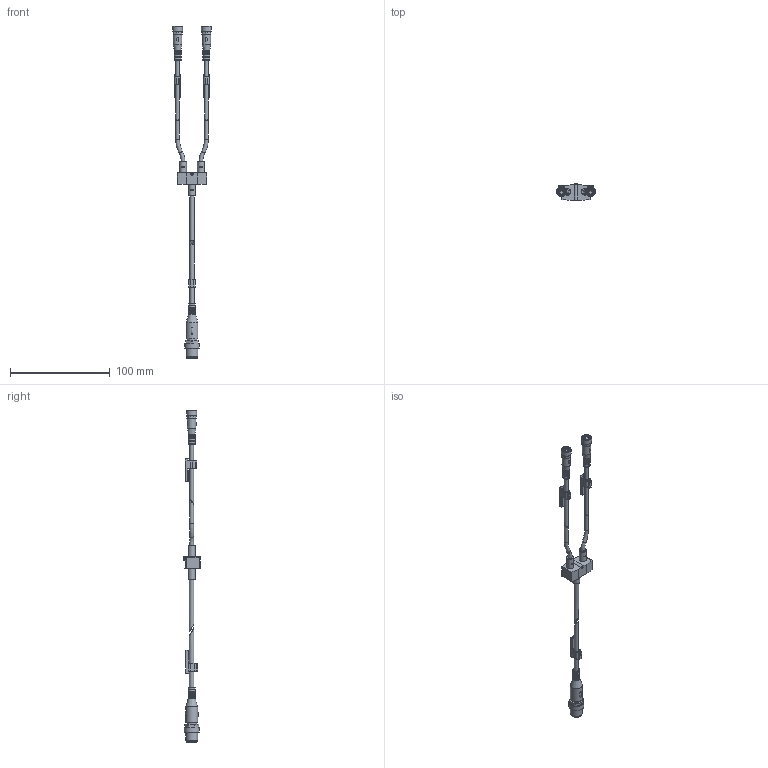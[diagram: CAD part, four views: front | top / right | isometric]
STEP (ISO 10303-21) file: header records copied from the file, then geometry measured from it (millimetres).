
FILE_DESCRIPTION(/* description */ ('STEP AP214'),/* implementation_level */ '2;1');
FILE_NAME(/* name */ '8032309_NEDY-L2R1-V1-M8G3-U-0_3L-M12G4-2_5R',/* time_stamp */ '2024-09-12T22:15:01+02:00',/* author */ ('License CC BY-ND 4.0'),/* organization */ ('CADENAS'),/* preprocessor_version */ 'ST-DEVELOPER v19.3',/* originating_system */ 'PARTsolutions',/* authorisation */ ' ');
FILE_SCHEMA (('AUTOMOTIVE_DESIGN {1 0 10303 214 3 1 1}'));
Length unit declared in the file: millimetre
Products named in the file (6): 8032309 NEDY-L2R1-V1-M8G3-U-0.3L-M12G4-2.5R; 8119133 NEDY-D4.5-D3.8---(4.5G); 1094183 M8G-Dose_p---(1_3.8_3); 1043092 ASCF-M-23-V DM 3.3-4.8; 3956624 M12G-Stecker_p---(2_4.5_4); 1051830 ASCF-M-23-C DM 4.0-5.6
Assembly tree (7 placements, depth 2):
  8032309 NEDY-L2R1-V1-M8G3-U-0.3L-M12G4-2.5R
    8119133 NEDY-D4.5-D3.8---(4.5G)
    1094183 M8G-Dose_p---(1_3.8_3)  x2
    1043092 ASCF-M-23-V DM 3.3-4.8  x2
    3956624 M12G-Stecker_p---(2_4.5_4)
    1051830 ASCF-M-23-C DM 4.0-5.6
Bounding box: 39 x 16.23 x 333 mm (x, y, z)
Volume: 19766.8 mm3; surface area: 15752 mm2
Topology: 7 solids, 7 shells, 550 faces, 1385 edges, 899 vertices
Faces by surface type: plane 268, cylinder 232, torus 36, cone 10, sphere 4
Full cylindrical faces by diameter (mm): 1 x4, 1.1 x6, 2.2 x1, 3.8 x4, 4.5 x2, 4.7 x1, 5.7 x6, 5.8 x2, 6.917 x2, 7 x18, 8.3 x1, 8.5 x2, 9.6 x1, 10 x2, 10.5 x1, 12 x2, 15 x1
Entity records: 14062 total; most frequent: CARTESIAN_POINT 2420, DIRECTION 2087, ORIENTED_EDGE 1910, EDGE_CURVE 955, AXIS2_PLACEMENT_3D 786, VERTEX_POINT 661, EDGE_LOOP 530, FACE_BOUND 530
